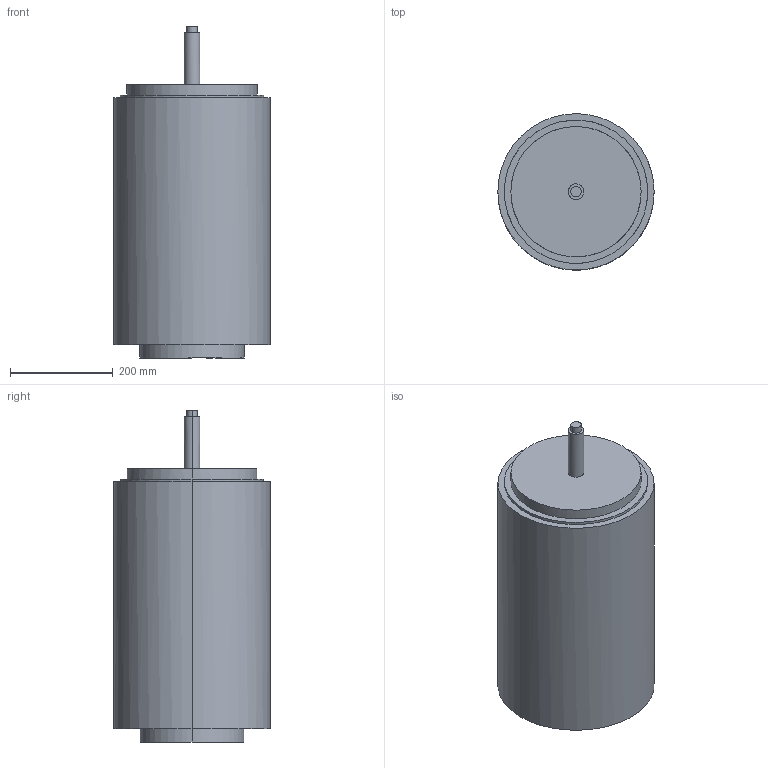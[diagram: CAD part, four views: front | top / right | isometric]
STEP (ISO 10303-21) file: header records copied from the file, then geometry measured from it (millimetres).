
FILE_DESCRIPTION(/* description */ (''),/* implementation_level */ '2;1');
FILE_NAME(/* name */ '1219_G',/* time_stamp */ '2013-10-03T23:32:32+02:00',/* author */ (''),/* organization */ (''),/* preprocessor_version */ 'ST-DEVELOPER v10',/* originating_system */ '',/* authorisation */ '');
FILE_SCHEMA (('CONFIG_CONTROL_DESIGN'));
Length unit declared in the file: inch
Products named in the file (1): 1
Bounding box: 304.8 x 304.74 x 647.7 mm (x, y, z)
Volume: 37533958.6 mm3; surface area: 656196.4 mm2
Topology: 1 solids, 1 shells, 19 faces, 36 edges, 24 vertices
Faces by surface type: bspline 19
Entity records: 626 total; most frequent: CARTESIAN_POINT 317, ORIENTED_EDGE 72, EDGE_CURVE 36, EDGE_LOOP 24, VERTEX_POINT 24, ADVANCED_FACE 19, FACE_OUTER_BOUND 19, B_SPLINE_CURVE_WITH_KNOTS 12
